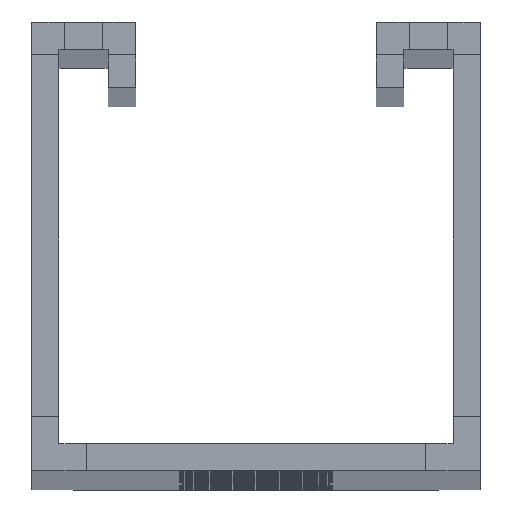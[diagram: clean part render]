
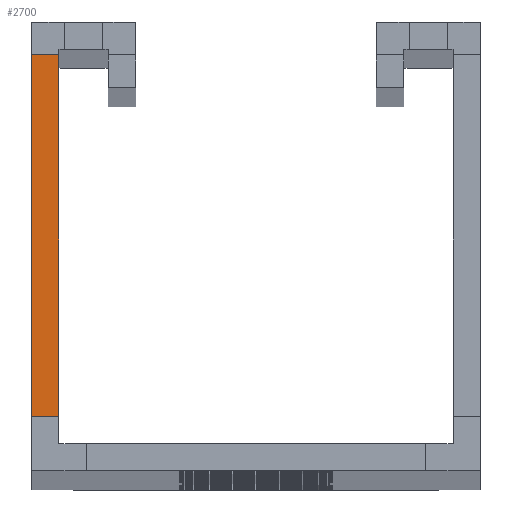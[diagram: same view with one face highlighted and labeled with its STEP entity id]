
A CAD part, top view. The second image highlights one B-rep face of the part: STEP entity #2700.
In plain terms, the highlighted planar face has unit normal (0, 0, 1).
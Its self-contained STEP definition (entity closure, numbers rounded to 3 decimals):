
#6 = PLANE ( 'NONE',  #1694 ) ;
#39 = CARTESIAN_POINT ( 'NONE',  ( -15.5, 2.5, 1000. ) ) ;
#827 = ORIENTED_EDGE ( 'NONE', *, *, #2874, .T. ) ;
#1163 = LINE ( 'NONE', #4827, #2982 ) ;
#1304 = EDGE_CURVE ( 'NONE', #3900, #2953, #4282, .T. ) ;
#1536 = ORIENTED_EDGE ( 'NONE', *, *, #3251, .T. ) ;
#1647 = CARTESIAN_POINT ( 'NONE',  ( -18., 38., 1000. ) ) ;
#1694 = AXIS2_PLACEMENT_3D ( 'NONE', #39, #4230, #1930 ) ;
#1930 = DIRECTION ( 'NONE',  ( 1., 0., 0. ) ) ;
#1966 = ORIENTED_EDGE ( 'NONE', *, *, #1304, .T. ) ;
#2059 = VECTOR ( 'NONE', #2699, 1000. ) ;
#2323 = VERTEX_POINT ( 'NONE', #4333 ) ;
#2345 = LINE ( 'NONE', #3336, #2059 ) ;
#2369 = CARTESIAN_POINT ( 'NONE',  ( -20.5, 38., 1000. ) ) ;
#2586 = LINE ( 'NONE', #1647, #4377 ) ;
#2699 = DIRECTION ( 'NONE',  ( 1., 0., 0. ) ) ;
#2700 = ADVANCED_FACE ( 'NONE', ( #4144 ), #6, .T. ) ;
#2732 = CARTESIAN_POINT ( 'NONE',  ( -18., 5., 1000. ) ) ;
#2874 = EDGE_CURVE ( 'NONE', #2323, #3900, #2586, .T. ) ;
#2949 = DIRECTION ( 'NONE',  ( 0., -1., 0. ) ) ;
#2953 = VERTEX_POINT ( 'NONE', #4279 ) ;
#2982 = VECTOR ( 'NONE', #2949, 1000. ) ;
#3122 = CARTESIAN_POINT ( 'NONE',  ( -20.5, 5., 1000. ) ) ;
#3251 = EDGE_CURVE ( 'NONE', #2953, #4473, #2345, .T. ) ;
#3314 = VECTOR ( 'NONE', #4283, 1000. ) ;
#3336 = CARTESIAN_POINT ( 'NONE',  ( -20.5, 5., 1000. ) ) ;
#3765 = ORIENTED_EDGE ( 'NONE', *, *, #4163, .F. ) ;
#3900 = VERTEX_POINT ( 'NONE', #2369 ) ;
#3955 = EDGE_LOOP ( 'NONE', ( #1966, #1536, #3765, #827 ) ) ;
#4144 = FACE_OUTER_BOUND ( 'NONE', #3955, .T. ) ;
#4163 = EDGE_CURVE ( 'NONE', #2323, #4473, #1163, .T. ) ;
#4230 = DIRECTION ( 'NONE',  ( 0., 0., 1. ) ) ;
#4261 = DIRECTION ( 'NONE',  ( -1., 0., 0. ) ) ;
#4279 = CARTESIAN_POINT ( 'NONE',  ( -20.5, 5., 1000. ) ) ;
#4282 = LINE ( 'NONE', #3122, #3314 ) ;
#4283 = DIRECTION ( 'NONE',  ( 0., -1., 0. ) ) ;
#4333 = CARTESIAN_POINT ( 'NONE',  ( -18., 38., 1000. ) ) ;
#4377 = VECTOR ( 'NONE', #4261, 1000. ) ;
#4473 = VERTEX_POINT ( 'NONE', #2732 ) ;
#4827 = CARTESIAN_POINT ( 'NONE',  ( -18., 5., 1000. ) ) ;
